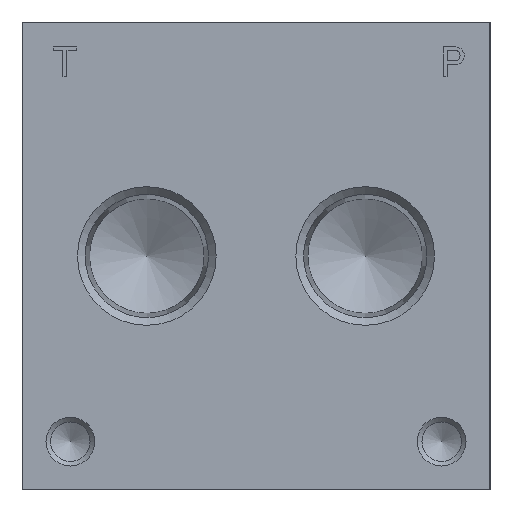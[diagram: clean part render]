
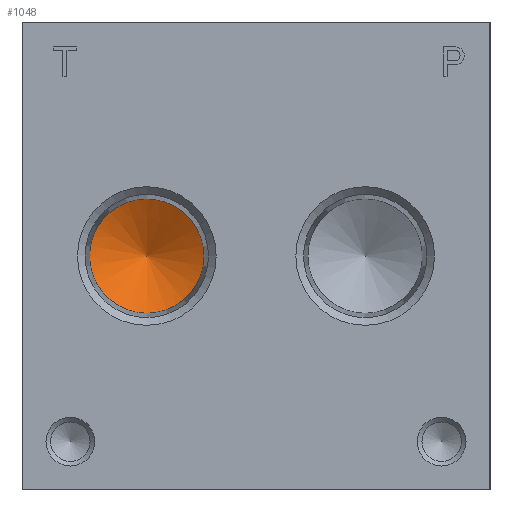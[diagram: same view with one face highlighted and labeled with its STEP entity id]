
A CAD part, left-side view. The second image highlights one B-rep face of the part: STEP entity #1048.
In plain terms, the highlighted conical face has half-angle 61.526 degrees and reference radius 9.32 mm.
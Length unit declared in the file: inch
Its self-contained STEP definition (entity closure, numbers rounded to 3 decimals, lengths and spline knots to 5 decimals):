
#1048 = ADVANCED_FACE( '', ( #2430, #2431 ), #2432, .F. );
#2430 = FACE_BOUND( '', #4197, .T. );
#2431 = FACE_OUTER_BOUND( '', #4198, .T. );
#2432 = CONICAL_SURFACE( '', #4199, 0.36691, 1.074 );
#4197 = VERTEX_LOOP( '', #7097 );
#4198 = EDGE_LOOP( '', ( #7098 ) );
#4199 = AXIS2_PLACEMENT_3D( '', #7099, #7100, #7101 );
#7097 = VERTEX_POINT( '', #10261 );
#7098 = ORIENTED_EDGE( '', *, *, #10262, .F. );
#7099 = CARTESIAN_POINT( '', ( 0.962, 2.2, 1.5 ) );
#7100 = DIRECTION( '', ( -1., 0., 0. ) );
#7101 = DIRECTION( '', ( 0., 0., 1. ) );
#10261 = CARTESIAN_POINT( '', ( 1.161, 2.2, 1.5 ) );
#10262 = EDGE_CURVE( '', #12451, #12451, #12452, .T. );
#12451 = VERTEX_POINT( '', #15291 );
#12452 = CIRCLE( '', #15292, 0.36691 );
#15291 = CARTESIAN_POINT( '', ( 0.962, 2.2, 1.13309 ) );
#15292 = AXIS2_PLACEMENT_3D( '', #17337, #17338, #17339 );
#17337 = CARTESIAN_POINT( '', ( 0.962, 2.2, 1.5 ) );
#17338 = DIRECTION( '', ( 1., 0., 0. ) );
#17339 = DIRECTION( '', ( 0., 0., -1. ) );
